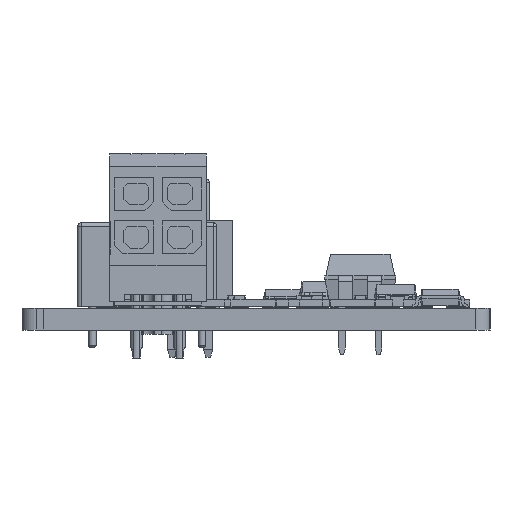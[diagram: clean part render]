
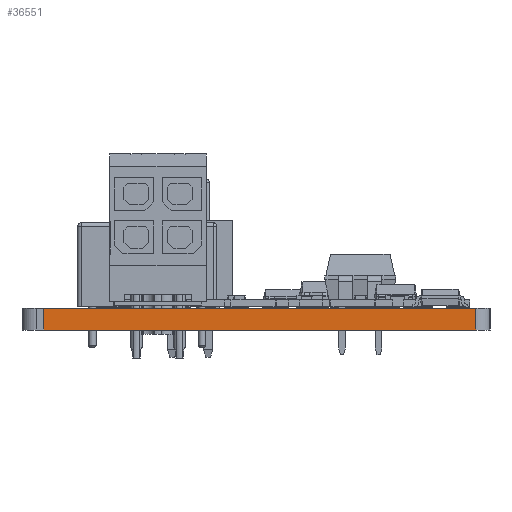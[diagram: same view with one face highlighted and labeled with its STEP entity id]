
A CAD part, left-side view. The second image highlights one B-rep face of the part: STEP entity #36551.
In plain terms, the highlighted planar face has unit normal (-1, 0, 0).
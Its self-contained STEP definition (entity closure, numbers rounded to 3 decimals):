
#35685 = VERTEX_POINT('',#35686);
#35686 = CARTESIAN_POINT('',(124.,-68.4,0.));
#35692 = EDGE_CURVE('',#35693,#35685,#35695,.T.);
#35693 = VERTEX_POINT('',#35694);
#35694 = CARTESIAN_POINT('',(124.,-98.4,0.));
#35695 = LINE('',#35696,#35697);
#35696 = CARTESIAN_POINT('',(124.,-98.4,0.));
#35697 = VECTOR('',#35698,1.);
#35698 = DIRECTION('',(0.,1.,0.));
#36066 = VERTEX_POINT('',#36067);
#36067 = CARTESIAN_POINT('',(124.,-68.4,1.51));
#36073 = EDGE_CURVE('',#36074,#36066,#36076,.T.);
#36074 = VERTEX_POINT('',#36075);
#36075 = CARTESIAN_POINT('',(124.,-98.4,1.51));
#36076 = LINE('',#36077,#36078);
#36077 = CARTESIAN_POINT('',(124.,-98.4,1.51));
#36078 = VECTOR('',#36079,1.);
#36079 = DIRECTION('',(0.,1.,0.));
#36521 = EDGE_CURVE('',#35685,#36066,#36522,.T.);
#36522 = LINE('',#36523,#36524);
#36523 = CARTESIAN_POINT('',(124.,-68.4,0.));
#36524 = VECTOR('',#36525,1.);
#36525 = DIRECTION('',(0.,0.,1.));
#36540 = EDGE_CURVE('',#35693,#36074,#36541,.T.);
#36541 = LINE('',#36542,#36543);
#36542 = CARTESIAN_POINT('',(124.,-98.4,0.));
#36543 = VECTOR('',#36544,1.);
#36544 = DIRECTION('',(0.,0.,1.));
#36551 = ADVANCED_FACE('',(#36552),#36558,.T.);
#36552 = FACE_BOUND('',#36553,.T.);
#36553 = EDGE_LOOP('',(#36554,#36555,#36556,#36557));
#36554 = ORIENTED_EDGE('',*,*,#36540,.T.);
#36555 = ORIENTED_EDGE('',*,*,#36073,.T.);
#36556 = ORIENTED_EDGE('',*,*,#36521,.F.);
#36557 = ORIENTED_EDGE('',*,*,#35692,.F.);
#36558 = PLANE('',#36559);
#36559 = AXIS2_PLACEMENT_3D('',#36560,#36561,#36562);
#36560 = CARTESIAN_POINT('',(124.,-98.4,0.));
#36561 = DIRECTION('',(-1.,0.,0.));
#36562 = DIRECTION('',(0.,1.,0.));
